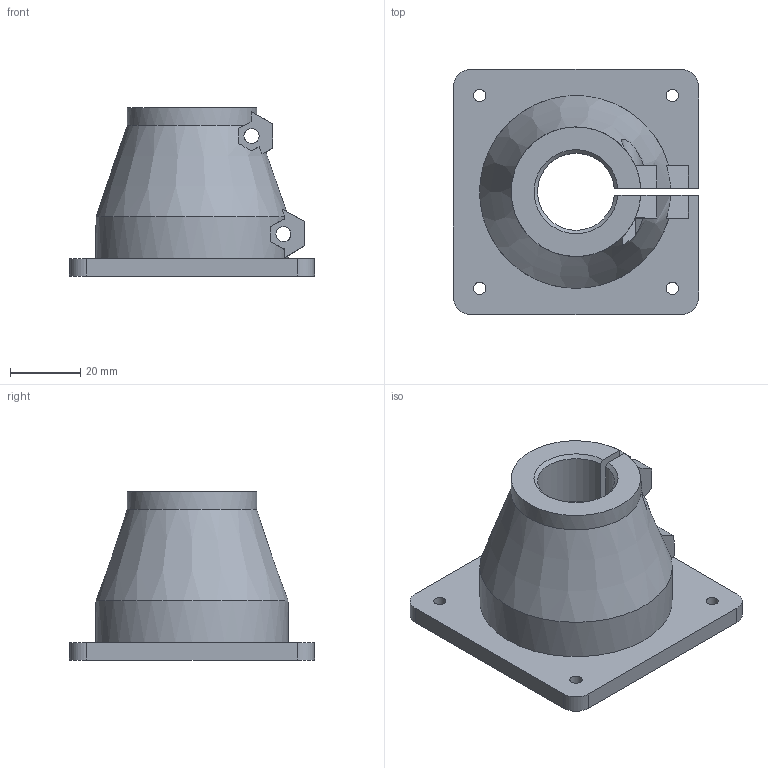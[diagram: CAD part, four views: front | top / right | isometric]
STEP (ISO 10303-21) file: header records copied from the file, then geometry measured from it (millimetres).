
FILE_DESCRIPTION(/* description */ (''),/* implementation_level */ '2;1');
FILE_NAME(/* name */ 'pipe-bearing-holder.step',/* time_stamp */ '2018-08-14T22:31:49-03:00',/* author */ ('vpeiter'),/* organization */ (''),/* preprocessor_version */ 'ST-DEVELOPER v17',/* originating_system */ 'Autodesk Translation Framework v7.1.0.215',/* authorisation */ '');
FILE_SCHEMA (('AUTOMOTIVE_DESIGN { 1 0 10303 214 3 1 1 }'));
Length unit declared in the file: millimetre
Products named in the file (1): fixador cano e rolamento
Bounding box: 70 x 70 x 48 mm (x, y, z)
Volume: 61600.6 mm3; surface area: 21328.1 mm2
Topology: 1 solids, 1 shells, 65 faces, 193 edges, 130 vertices
Faces by surface type: plane 43, cylinder 18, cone 4
Full cylindrical faces by diameter (mm): 3.5 x4, 4.3 x4
Entity records: 2306 total; most frequent: CARTESIAN_POINT 472, ORIENTED_EDGE 386, DIRECTION 373, EDGE_CURVE 193, VERTEX_POINT 130, AXIS2_PLACEMENT_3D 130, LINE 113, VECTOR 113
